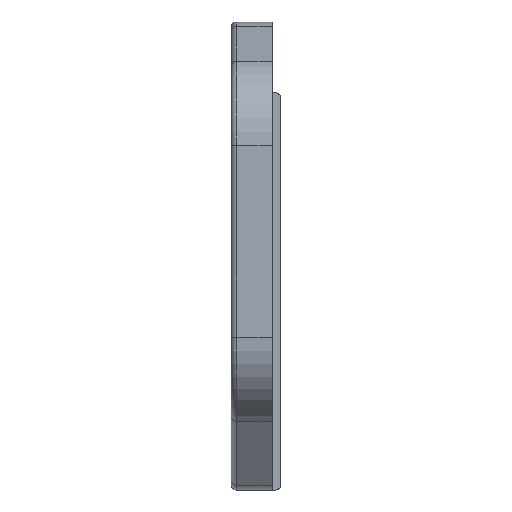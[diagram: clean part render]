
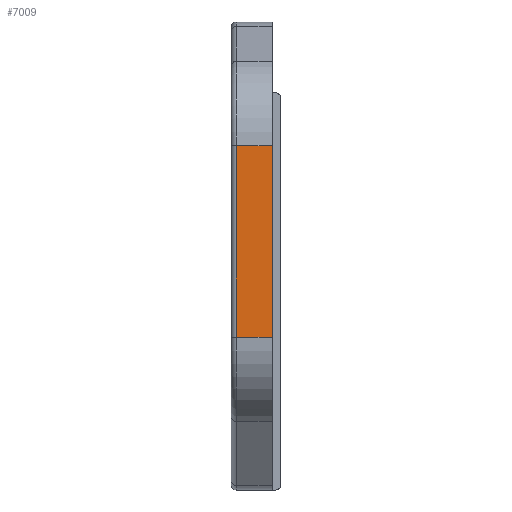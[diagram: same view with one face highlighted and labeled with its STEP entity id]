
A CAD part, left-side view. The second image highlights one B-rep face of the part: STEP entity #7009.
In plain terms, the highlighted planar face has unit normal (-1, 0, 0).
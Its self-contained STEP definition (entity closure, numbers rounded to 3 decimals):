
#4354=CARTESIAN_POINT('',(18.066,-2.031,27.721));
#4355=VERTEX_POINT('',#4354);
#4363=CARTESIAN_POINT('',(18.066,-2.031,-26.241));
#4364=VERTEX_POINT('',#4363);
#4365=CARTESIAN_POINT('',(18.066,-2.031,27.721));
#4366=DIRECTION('',(0.,-0.,-1.));
#4367=VECTOR('',#4366,53.962);
#4368=LINE('',#4365,#4367);
#4369=EDGE_CURVE('',#4355,#4364,#4368,.T.);
#6966=CARTESIAN_POINT('',(18.066,8.069,-26.241));
#6967=VERTEX_POINT('',#6966);
#6968=CARTESIAN_POINT('',(18.066,8.069,-26.241));
#6969=DIRECTION('',(-0.,-1.,-0.));
#6970=VECTOR('',#6969,10.1);
#6971=LINE('',#6968,#6970);
#6972=EDGE_CURVE('',#6967,#4364,#6971,.T.);
#6986=CARTESIAN_POINT('',(18.066,9.569,27.721));
#6987=DIRECTION('',(1.,0.,0.));
#6988=DIRECTION('',(0.,0.,-1.));
#6989=AXIS2_PLACEMENT_3D('',#6986,#6987,#6988);
#6990=PLANE('',#6989);
#6991=CARTESIAN_POINT('',(18.066,8.069,27.721));
#6992=VERTEX_POINT('',#6991);
#6993=CARTESIAN_POINT('',(18.066,8.069,27.721));
#6994=DIRECTION('',(0.,-1.,0.));
#6995=VECTOR('',#6994,10.1);
#6996=LINE('',#6993,#6995);
#6997=EDGE_CURVE('',#6992,#4355,#6996,.T.);
#6998=ORIENTED_EDGE('',*,*,#6997,.F.);
#6999=CARTESIAN_POINT('',(18.066,8.069,27.721));
#7000=DIRECTION('',(0.,-0.,-1.));
#7001=VECTOR('',#7000,53.962);
#7002=LINE('',#6999,#7001);
#7003=EDGE_CURVE('',#6992,#6967,#7002,.T.);
#7004=ORIENTED_EDGE('',*,*,#7003,.T.);
#7005=ORIENTED_EDGE('',*,*,#6972,.T.);
#7006=ORIENTED_EDGE('',*,*,#4369,.F.);
#7007=EDGE_LOOP('',(#6998,#7004,#7005,#7006));
#7008=FACE_BOUND('',#7007,.T.);
#7009=ADVANCED_FACE('',(#7008),#6990,.F.);
